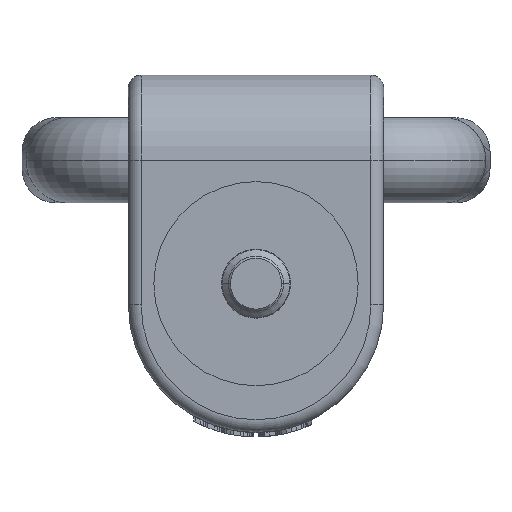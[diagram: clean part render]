
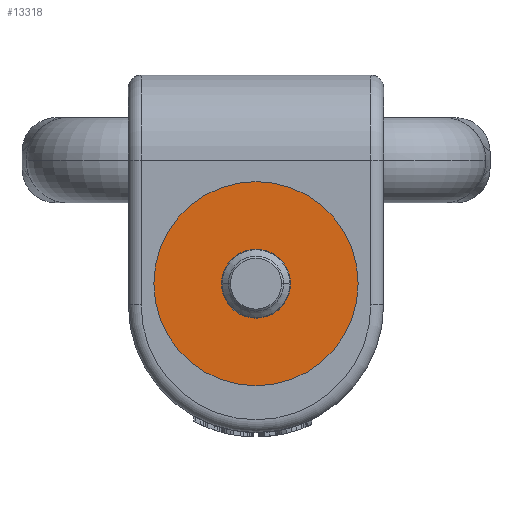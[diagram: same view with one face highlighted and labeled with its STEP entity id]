
A CAD part, front view. The second image highlights one B-rep face of the part: STEP entity #13318.
In plain terms, the highlighted face is planar.
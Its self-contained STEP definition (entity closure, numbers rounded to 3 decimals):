
#13157=CARTESIAN_POINT('',(0.,0.,14.4));
#13158=DIRECTION('',(0.,0.,-1.));
#13159=DIRECTION('',(1.,0.,0.));
#13160=AXIS2_PLACEMENT_3D('',#13157,#13158,#13159);
#13162=CARTESIAN_POINT('',(0.,0.,14.4));
#13163=DIRECTION('',(0.,0.,1.));
#13164=DIRECTION('',(1.,0.,0.));
#13165=AXIS2_PLACEMENT_3D('',#13162,#13163,#13164);
#13167=CARTESIAN_POINT('',(0.,0.,14.4));
#13168=DIRECTION('',(0.,0.,1.));
#13169=DIRECTION('',(1.,0.,0.));
#13170=AXIS2_PLACEMENT_3D('',#13167,#13168,#13169);
#13180=CARTESIAN_POINT('',(0.,0.,14.4));
#13181=DIRECTION('',(0.,0.,-1.));
#13182=DIRECTION('',(1.,0.,0.));
#13183=AXIS2_PLACEMENT_3D('',#13180,#13181,#13182);
#13269=CARTESIAN_POINT('',(12.,0.,14.4));
#13271=VERTEX_POINT('',#13269);
#13282=CARTESIAN_POINT('',(4.05,0.,14.4));
#13284=VERTEX_POINT('',#13282);
#13285=CARTESIAN_POINT('',(-12.,0.,14.4));
#13287=VERTEX_POINT('',#13285);
#13298=CARTESIAN_POINT('',(-4.05,0.,14.4));
#13300=VERTEX_POINT('',#13298);
#13301=CARTESIAN_POINT('',(0.,0.,14.4));
#13302=DIRECTION('',(0.,0.,1.));
#13303=DIRECTION('',(-1.,0.,0.));
#13304=AXIS2_PLACEMENT_3D('',#13301,#13302,#13303);
#13305=PLANE('',#13304);
#13307=ORIENTED_EDGE('',*,*,#13306,.F.);
#13309=ORIENTED_EDGE('',*,*,#13308,.T.);
#13310=EDGE_LOOP('',(#13307,#13309));
#13311=FACE_OUTER_BOUND('',#13310,.F.);
#13313=ORIENTED_EDGE('',*,*,#13312,.F.);
#13315=ORIENTED_EDGE('',*,*,#13314,.T.);
#13316=EDGE_LOOP('',(#13313,#13315));
#13317=FACE_BOUND('',#13316,.F.);
#13318=ADVANCED_FACE('',(#13311,#13317),#13305,.T.);
#13161=CIRCLE('',#13160,4.05);
#13166=CIRCLE('',#13165,4.05);
#13171=CIRCLE('',#13170,12.);
#13184=CIRCLE('',#13183,12.);
#13306=EDGE_CURVE('',#13271,#13287,#13171,.T.);
#13308=EDGE_CURVE('',#13271,#13287,#13184,.T.);
#13312=EDGE_CURVE('',#13284,#13300,#13161,.T.);
#13314=EDGE_CURVE('',#13284,#13300,#13166,.T.);
